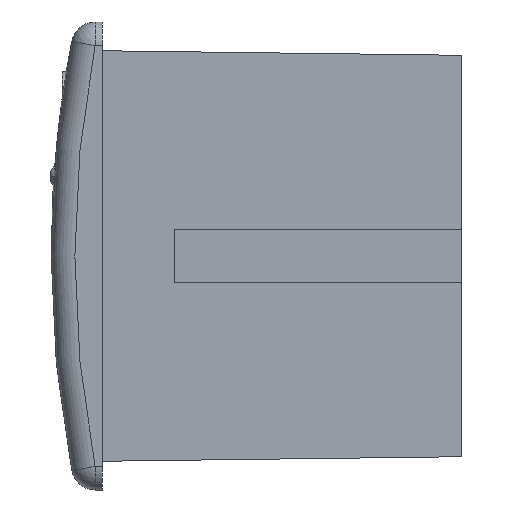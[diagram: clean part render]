
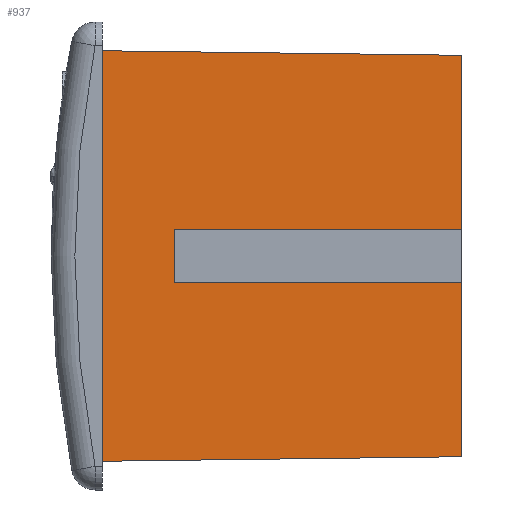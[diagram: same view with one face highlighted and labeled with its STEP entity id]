
A CAD part, left-side view. The second image highlights one B-rep face of the part: STEP entity #937.
In plain terms, the highlighted planar face has unit normal (-1, -0.009, 0).
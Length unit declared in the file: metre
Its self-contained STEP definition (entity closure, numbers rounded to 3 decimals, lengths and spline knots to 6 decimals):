
#14=DIRECTION('',(0.,0.,1.));
#15=VECTOR('',#14,24.19985);
#16=CARTESIAN_POINT('',(-51.0159,-49.9618,3.7211));
#17=LINE('',#16,#15);
#46=DIRECTION('',(0.,0.,1.));
#47=VECTOR('',#46,24.19985);
#48=CARTESIAN_POINT('',(-51.0159,-49.9618,-27.92095));
#49=LINE('',#48,#47);
#82=DIRECTION('',(0.,0.,-1.));
#83=VECTOR('',#82,7.4422);
#84=CARTESIAN_POINT('',(-51.396755,-10.0076,3.7211));
#85=LINE('',#84,#83);
#86=DIRECTION('',(-0.01,1.,0.));
#87=VECTOR('',#86,39.956015);
#88=CARTESIAN_POINT('',(-51.0159,-49.9618,-3.7211));
#89=LINE('',#88,#87);
#90=DIRECTION('',(-0.01,1.,-0.013));
#91=VECTOR('',#90,49.968025);
#92=CARTESIAN_POINT('',(-51.0159,-49.9618,-27.92095));
#93=LINE('',#92,#91);
#94=DIRECTION('',(0.,0.,1.));
#95=VECTOR('',#94,57.0992);
#96=CARTESIAN_POINT('',(-51.49215,0.,-28.5496));
#97=LINE('',#96,#95);
#98=DIRECTION('',(-0.01,1.,0.));
#99=VECTOR('',#98,39.956015);
#100=CARTESIAN_POINT('',(-51.0159,-49.9618,3.7211));
#101=LINE('',#100,#99);
#186=DIRECTION('',(-0.01,1.,0.013));
#187=VECTOR('',#186,49.968025);
#188=CARTESIAN_POINT('',(-51.0159,-49.9618,27.92095));
#189=LINE('',#188,#187);
#680=CARTESIAN_POINT('',(-51.0159,-49.9618,27.92095));
#682=VERTEX_POINT('',#680);
#685=CARTESIAN_POINT('',(-51.0159,-49.9618,-27.92095));
#687=VERTEX_POINT('',#685);
#688=CARTESIAN_POINT('',(-51.49215,0.,-28.5496));
#689=CARTESIAN_POINT('',(-51.49215,0.,28.5496));
#690=VERTEX_POINT('',#688);
#691=VERTEX_POINT('',#689);
#738=CARTESIAN_POINT('',(-51.0159,-49.9618,-3.7211));
#740=VERTEX_POINT('',#738);
#744=CARTESIAN_POINT('',(-51.0159,-49.9618,3.7211));
#745=VERTEX_POINT('',#744);
#754=CARTESIAN_POINT('',(-51.396755,-10.0076,3.7211));
#755=CARTESIAN_POINT('',(-51.396755,-10.0076,-3.7211));
#756=VERTEX_POINT('',#754);
#757=VERTEX_POINT('',#755);
#917=CARTESIAN_POINT('',(-51.254025,-24.9809,0.));
#918=DIRECTION('',(1.,0.01,0.));
#919=DIRECTION('',(-0.01,1.,0.));
#920=AXIS2_PLACEMENT_3D('',#917,#918,#919);
#921=PLANE('',#920);
#923=ORIENTED_EDGE('',*,*,#922,.T.);
#924=ORIENTED_EDGE('',*,*,#908,.F.);
#925=ORIENTED_EDGE('',*,*,#877,.F.);
#927=ORIENTED_EDGE('',*,*,#926,.T.);
#929=ORIENTED_EDGE('',*,*,#928,.T.);
#931=ORIENTED_EDGE('',*,*,#930,.F.);
#932=ORIENTED_EDGE('',*,*,#861,.F.);
#934=ORIENTED_EDGE('',*,*,#933,.T.);
#935=EDGE_LOOP('',(#923,#924,#925,#927,#929,#931,#932,#934));
#936=FACE_OUTER_BOUND('',#935,.F.);
#937=ADVANCED_FACE('',(#936),#921,.F.);
#861=EDGE_CURVE('',#745,#682,#17,.T.);
#877=EDGE_CURVE('',#687,#740,#49,.T.);
#908=EDGE_CURVE('',#740,#757,#89,.T.);
#922=EDGE_CURVE('',#756,#757,#85,.T.);
#926=EDGE_CURVE('',#687,#690,#93,.T.);
#928=EDGE_CURVE('',#690,#691,#97,.T.);
#930=EDGE_CURVE('',#682,#691,#189,.T.);
#933=EDGE_CURVE('',#745,#756,#101,.T.);
